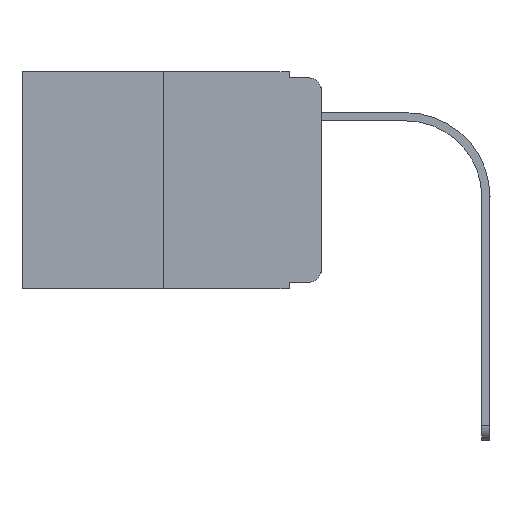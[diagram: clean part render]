
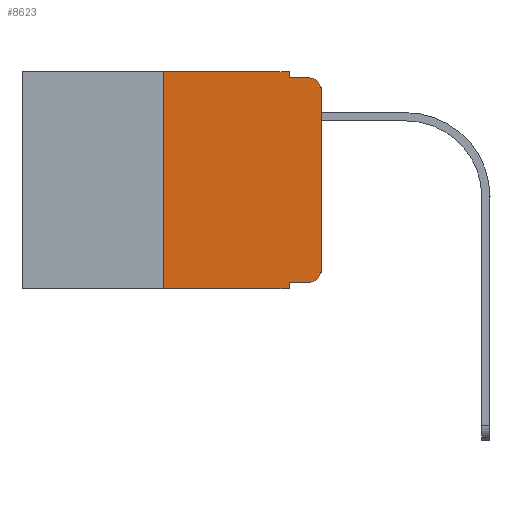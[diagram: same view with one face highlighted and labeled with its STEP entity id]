
A CAD part, left-side view. The second image highlights one B-rep face of the part: STEP entity #8623.
In plain terms, the highlighted planar face has unit normal (-1, 0, 0).
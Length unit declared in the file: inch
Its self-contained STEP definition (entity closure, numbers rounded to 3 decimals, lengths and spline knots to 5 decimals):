
#202 = VECTOR ( 'NONE', #1146, 39.37008 ) ;
#333 = ORIENTED_EDGE ( 'NONE', *, *, #16503, .T. ) ;
#590 = VECTOR ( 'NONE', #5099, 39.37008 ) ;
#997 = CARTESIAN_POINT ( 'NONE',  ( 0., 0.02, -0.333 ) ) ;
#1066 = DIRECTION ( 'NONE',  ( 0., 0., -1. ) ) ;
#1146 = DIRECTION ( 'NONE',  ( 0., -1., 0. ) ) ;
#1370 = EDGE_CURVE ( 'NONE', #17288, #6676, #13779, .T. ) ;
#1653 = VERTEX_POINT ( 'NONE', #1965 ) ;
#1668 = CARTESIAN_POINT ( 'NONE',  ( 0., 0.051, 0. ) ) ;
#1701 = AXIS2_PLACEMENT_3D ( 'NONE', #15362, #15113, #8396 ) ;
#1934 = CARTESIAN_POINT ( 'NONE',  ( 0., 0.02, -0.01 ) ) ;
#1965 = CARTESIAN_POINT ( 'NONE',  ( 0., 0., -0.03 ) ) ;
#2084 = CARTESIAN_POINT ( 'NONE',  ( 0., 0., 0. ) ) ;
#2167 = CIRCLE ( 'NONE', #6680, 0.02 ) ;
#2229 = CARTESIAN_POINT ( 'NONE',  ( 0., 0.051, 0. ) ) ;
#3036 = DIRECTION ( 'NONE',  ( 0., 0., -1. ) ) ;
#3217 = CARTESIAN_POINT ( 'NONE',  ( 0., 0.051, -0.333 ) ) ;
#3284 = FACE_OUTER_BOUND ( 'NONE', #14879, .T. ) ;
#3528 = CARTESIAN_POINT ( 'NONE',  ( 0., 0., -0.313 ) ) ;
#4453 = EDGE_CURVE ( 'NONE', #10075, #6919, #2167, .T. ) ;
#4555 = EDGE_CURVE ( 'NONE', #14001, #13006, #5500, .T. ) ;
#4897 = CARTESIAN_POINT ( 'NONE',  ( 0., 0.051, -0.343 ) ) ;
#5099 = DIRECTION ( 'NONE',  ( 0., 0., 1. ) ) ;
#5280 = DIRECTION ( 'NONE',  ( 0., -1., 0. ) ) ;
#5500 = LINE ( 'NONE', #1668, #6405 ) ;
#5919 = EDGE_CURVE ( 'NONE', #6676, #14001, #16709, .T. ) ;
#6039 = DIRECTION ( 'NONE',  ( 1., 0., 0. ) ) ;
#6227 = ORIENTED_EDGE ( 'NONE', *, *, #13193, .F. ) ;
#6405 = VECTOR ( 'NONE', #16414, 39.37008 ) ;
#6519 = VERTEX_POINT ( 'NONE', #4897 ) ;
#6645 = VECTOR ( 'NONE', #8482, 39.37008 ) ;
#6676 = VERTEX_POINT ( 'NONE', #17127 ) ;
#6680 = AXIS2_PLACEMENT_3D ( 'NONE', #14664, #9095, #1066 ) ;
#6692 = EDGE_CURVE ( 'NONE', #17288, #6519, #14388, .T. ) ;
#6835 = DIRECTION ( 'NONE',  ( 0., -1., 0. ) ) ;
#6847 = ORIENTED_EDGE ( 'NONE', *, *, #1370, .F. ) ;
#6919 = VERTEX_POINT ( 'NONE', #3528 ) ;
#7137 = VECTOR ( 'NONE', #16659, 39.37008 ) ;
#7777 = ORIENTED_EDGE ( 'NONE', *, *, #4555, .F. ) ;
#8125 = CARTESIAN_POINT ( 'NONE',  ( 0., 0.051, -0.01 ) ) ;
#8180 = VERTEX_POINT ( 'NONE', #3217 ) ;
#8396 = DIRECTION ( 'NONE',  ( 0., 0., -1. ) ) ;
#8482 = DIRECTION ( 'NONE',  ( 0., 0., 1. ) ) ;
#8623 = ADVANCED_FACE ( 'NONE', ( #3284 ), #9736, .F. ) ;
#8814 = CARTESIAN_POINT ( 'NONE',  ( 0., 0.051, 0. ) ) ;
#9095 = DIRECTION ( 'NONE',  ( -1., 0., 0. ) ) ;
#9302 = LINE ( 'NONE', #16982, #9935 ) ;
#9736 = PLANE ( 'NONE',  #12668 ) ;
#9803 = CARTESIAN_POINT ( 'NONE',  ( 0., 0.25, 0. ) ) ;
#9935 = VECTOR ( 'NONE', #5280, 39.37008 ) ;
#10075 = VERTEX_POINT ( 'NONE', #997 ) ;
#10401 = EDGE_CURVE ( 'NONE', #1653, #14454, #16068, .T. ) ;
#10765 = ORIENTED_EDGE ( 'NONE', *, *, #6692, .T. ) ;
#11311 = CARTESIAN_POINT ( 'NONE',  ( 0., 0.473, 0. ) ) ;
#11559 = VECTOR ( 'NONE', #14318, 39.37008 ) ;
#11673 = ORIENTED_EDGE ( 'NONE', *, *, #10401, .T. ) ;
#11812 = EDGE_CURVE ( 'NONE', #6919, #1653, #15499, .T. ) ;
#12668 = AXIS2_PLACEMENT_3D ( 'NONE', #15037, #6039, #3036 ) ;
#12911 = ORIENTED_EDGE ( 'NONE', *, *, #5919, .F. ) ;
#12968 = CARTESIAN_POINT ( 'NONE',  ( 0., 0.25, -0.343 ) ) ;
#13006 = VERTEX_POINT ( 'NONE', #8125 ) ;
#13193 = EDGE_CURVE ( 'NONE', #8180, #6519, #15525, .T. ) ;
#13243 = CARTESIAN_POINT ( 'NONE',  ( 0., 0.473, -0.343 ) ) ;
#13739 = EDGE_CURVE ( 'NONE', #13006, #14454, #17174, .T. ) ;
#13779 = LINE ( 'NONE', #9803, #6645 ) ;
#13857 = VECTOR ( 'NONE', #6835, 39.37008 ) ;
#14001 = VERTEX_POINT ( 'NONE', #2229 ) ;
#14134 = ORIENTED_EDGE ( 'NONE', *, *, #4453, .T. ) ;
#14318 = DIRECTION ( 'NONE',  ( 0., -1., 0. ) ) ;
#14388 = LINE ( 'NONE', #13243, #202 ) ;
#14448 = CARTESIAN_POINT ( 'NONE',  ( 0., 0.051, -0.01 ) ) ;
#14454 = VERTEX_POINT ( 'NONE', #1934 ) ;
#14664 = CARTESIAN_POINT ( 'NONE',  ( 0., 0.02, -0.313 ) ) ;
#14879 = EDGE_LOOP ( 'NONE', ( #15549, #11673, #16411, #7777, #12911, #6847, #10765, #6227, #333, #14134 ) ) ;
#15037 = CARTESIAN_POINT ( 'NONE',  ( 0., 0.473, 0. ) ) ;
#15113 = DIRECTION ( 'NONE',  ( -1., 0., 0. ) ) ;
#15362 = CARTESIAN_POINT ( 'NONE',  ( 0., 0.02, -0.03 ) ) ;
#15499 = LINE ( 'NONE', #2084, #590 ) ;
#15525 = LINE ( 'NONE', #8814, #7137 ) ;
#15549 = ORIENTED_EDGE ( 'NONE', *, *, #11812, .T. ) ;
#16068 = CIRCLE ( 'NONE', #1701, 0.02 ) ;
#16411 = ORIENTED_EDGE ( 'NONE', *, *, #13739, .F. ) ;
#16414 = DIRECTION ( 'NONE',  ( 0., 0., -1. ) ) ;
#16503 = EDGE_CURVE ( 'NONE', #8180, #10075, #9302, .T. ) ;
#16659 = DIRECTION ( 'NONE',  ( 0., 0., -1. ) ) ;
#16709 = LINE ( 'NONE', #11311, #11559 ) ;
#16982 = CARTESIAN_POINT ( 'NONE',  ( 0., 0.051, -0.333 ) ) ;
#17127 = CARTESIAN_POINT ( 'NONE',  ( 0., 0.25, 0. ) ) ;
#17174 = LINE ( 'NONE', #14448, #13857 ) ;
#17288 = VERTEX_POINT ( 'NONE', #12968 ) ;
